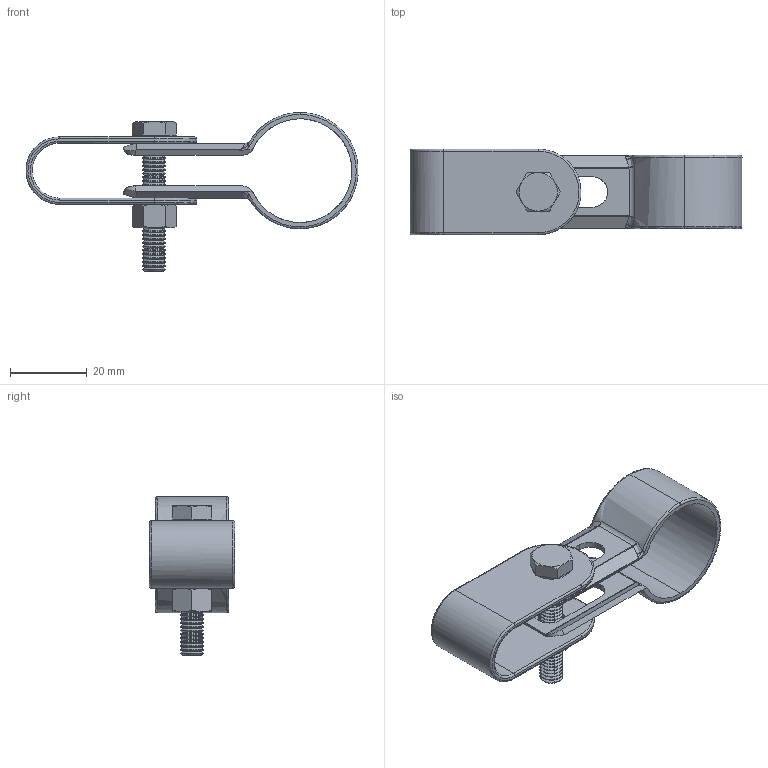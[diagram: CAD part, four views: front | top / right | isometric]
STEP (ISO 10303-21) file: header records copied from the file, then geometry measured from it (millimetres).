
FILE_DESCRIPTION (( 'STEP AP203' ), '1' );
FILE_NAME ('16170A.STEP', '2020-08-17T09:53:36', ( '' ), ( '' ), 'SwSTEP 2.0', 'SolidWorks 2018', '' );
FILE_SCHEMA (( 'CONFIG_CONTROL_DESIGN' ));
Length unit declared in the file: millimetre
Products named in the file (1): 16170A
Bounding box: 86.37 x 22.22 x 41.35 mm (x, y, z)
Surface area: 11306.9 mm2 (no closed solid volume)
Topology: 0 solids, 5 shells, 405 faces, 1046 edges, 640 vertices
Faces by surface type: bspline 405
Entity records: 16027 total; most frequent: CARTESIAN_POINT 10348, ORIENTED_EDGE 2064, EDGE_CURVE 1038, VERTEX_POINT 640, B_SPLINE_CURVE_WITH_KNOTS 553, EDGE_LOOP 414, ADVANCED_FACE 405, FACE_OUTER_BOUND 405
